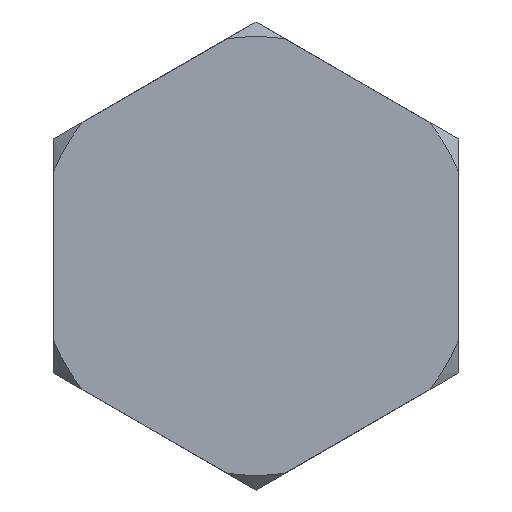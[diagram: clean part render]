
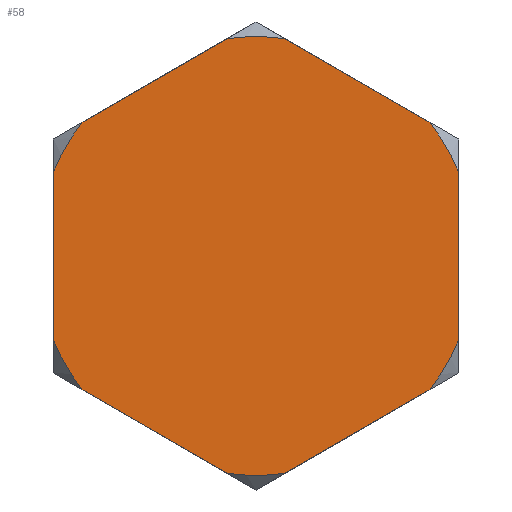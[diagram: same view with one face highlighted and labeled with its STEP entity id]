
A CAD part, front view. The second image highlights one B-rep face of the part: STEP entity #58.
In plain terms, the highlighted planar face has unit normal (0, -1, 0).
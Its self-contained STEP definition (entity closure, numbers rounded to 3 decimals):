
#58 = ADVANCED_FACE( '', ( #114 ), #115, .F. );
#114 = FACE_OUTER_BOUND( '', #198, .T. );
#115 = PLANE( '', #199 );
#198 = EDGE_LOOP( '', ( #297, #298, #299, #300, #301, #302, #303, #304, #305, #306, #307, #308 ) );
#199 = AXIS2_PLACEMENT_3D( '', #309, #310, #311 );
#297 = ORIENTED_EDGE( '', *, *, #380, .T. );
#298 = ORIENTED_EDGE( '', *, *, #347, .T. );
#299 = ORIENTED_EDGE( '', *, *, #341, .T. );
#300 = ORIENTED_EDGE( '', *, *, #371, .T. );
#301 = ORIENTED_EDGE( '', *, *, #357, .T. );
#302 = ORIENTED_EDGE( '', *, *, #367, .T. );
#303 = ORIENTED_EDGE( '', *, *, #361, .T. );
#304 = ORIENTED_EDGE( '', *, *, #381, .T. );
#305 = ORIENTED_EDGE( '', *, *, #382, .T. );
#306 = ORIENTED_EDGE( '', *, *, #353, .T. );
#307 = ORIENTED_EDGE( '', *, *, #337, .T. );
#308 = ORIENTED_EDGE( '', *, *, #378, .T. );
#309 = CARTESIAN_POINT( '', ( 9.2, 0., 0. ) );
#310 = DIRECTION( '', ( 0., 1., 0. ) );
#311 = DIRECTION( '', ( 0., 0., 1. ) );
#337 = EDGE_CURVE( '', #388, #389, #390, .T. );
#341 = EDGE_CURVE( '', #395, #396, #397, .T. );
#347 = EDGE_CURVE( '', #406, #395, #407, .T. );
#353 = EDGE_CURVE( '', #416, #388, #417, .T. );
#357 = EDGE_CURVE( '', #422, #423, #424, .T. );
#361 = EDGE_CURVE( '', #429, #430, #431, .T. );
#367 = EDGE_CURVE( '', #423, #429, #440, .T. );
#371 = EDGE_CURVE( '', #396, #422, #444, .T. );
#378 = EDGE_CURVE( '', #389, #449, #451, .T. );
#380 = EDGE_CURVE( '', #449, #406, #453, .T. );
#381 = EDGE_CURVE( '', #430, #454, #455, .T. );
#382 = EDGE_CURVE( '', #454, #416, #456, .T. );
#388 = VERTEX_POINT( '', #462 );
#389 = VERTEX_POINT( '', #463 );
#390 = CIRCLE( '', #464, 9.2 );
#395 = VERTEX_POINT( '', #475 );
#396 = VERTEX_POINT( '', #476 );
#397 = CIRCLE( '', #477, 9.2 );
#406 = VERTEX_POINT( '', #498 );
#407 = LINE( '', #499, #500 );
#416 = VERTEX_POINT( '', #517 );
#417 = LINE( '', #518, #519 );
#422 = VERTEX_POINT( '', #528 );
#423 = VERTEX_POINT( '', #529 );
#424 = CIRCLE( '', #530, 9.2 );
#429 = VERTEX_POINT( '', #541 );
#430 = VERTEX_POINT( '', #542 );
#431 = CIRCLE( '', #543, 9.2 );
#440 = LINE( '', #562, #563 );
#444 = LINE( '', #571, #572 );
#449 = VERTEX_POINT( '', #585 );
#451 = LINE( '', #590, #591 );
#453 = CIRCLE( '', #593, 9.2 );
#454 = VERTEX_POINT( '', #594 );
#455 = LINE( '', #595, #596 );
#456 = CIRCLE( '', #597, 9.2 );
#462 = CARTESIAN_POINT( '', ( 1.202, 0., 9.121 ) );
#463 = CARTESIAN_POINT( '', ( -1.202, 0., 9.121 ) );
#464 = AXIS2_PLACEMENT_3D( '', #605, #606, #607 );
#475 = CARTESIAN_POINT( '', ( -8.5, 0., -3.52 ) );
#476 = CARTESIAN_POINT( '', ( -7.298, 0., -5.601 ) );
#477 = AXIS2_PLACEMENT_3D( '', #608, #609, #610 );
#498 = CARTESIAN_POINT( '', ( -8.5, 0., 3.52 ) );
#499 = CARTESIAN_POINT( '', ( -8.5, 0., 0. ) );
#500 = VECTOR( '', #612, 1000. );
#517 = CARTESIAN_POINT( '', ( 7.298, 0., 5.601 ) );
#518 = CARTESIAN_POINT( '', ( 11.15, 0., 3.377 ) );
#519 = VECTOR( '', #615, 1000. );
#528 = CARTESIAN_POINT( '', ( -1.202, 0., -9.121 ) );
#529 = CARTESIAN_POINT( '', ( 1.202, 0., -9.121 ) );
#530 = AXIS2_PLACEMENT_3D( '', #617, #618, #619 );
#541 = CARTESIAN_POINT( '', ( 7.298, 0., -5.601 ) );
#542 = CARTESIAN_POINT( '', ( 8.5, 0., -3.52 ) );
#543 = AXIS2_PLACEMENT_3D( '', #620, #621, #622 );
#562 = CARTESIAN_POINT( '', ( 11.15, 0., -3.377 ) );
#563 = VECTOR( '', #624, 1000. );
#571 = CARTESIAN_POINT( '', ( 2.65, 0., -11.345 ) );
#572 = VECTOR( '', #626, 1000. );
#585 = CARTESIAN_POINT( '', ( -7.298, 0., 5.601 ) );
#590 = CARTESIAN_POINT( '', ( 2.65, 0., 11.345 ) );
#591 = VECTOR( '', #627, 1000. );
#593 = AXIS2_PLACEMENT_3D( '', #628, #629, #630 );
#594 = CARTESIAN_POINT( '', ( 8.5, 0., 3.52 ) );
#595 = CARTESIAN_POINT( '', ( 8.5, 0., 0. ) );
#596 = VECTOR( '', #631, 1000. );
#597 = AXIS2_PLACEMENT_3D( '', #632, #633, #634 );
#605 = CARTESIAN_POINT( '', ( 0., 0., 0. ) );
#606 = DIRECTION( '', ( 0., -1., 0. ) );
#607 = DIRECTION( '', ( 0., 0., -1. ) );
#608 = CARTESIAN_POINT( '', ( 0., 0., 0. ) );
#609 = DIRECTION( '', ( 0., -1., 0. ) );
#610 = DIRECTION( '', ( 0., 0., -1. ) );
#612 = DIRECTION( '', ( 0., 0., -1. ) );
#615 = DIRECTION( '', ( -0.866, 0., 0.5 ) );
#617 = CARTESIAN_POINT( '', ( 0., 0., 0. ) );
#618 = DIRECTION( '', ( 0., -1., 0. ) );
#619 = DIRECTION( '', ( 0., 0., -1. ) );
#620 = CARTESIAN_POINT( '', ( 0., 0., 0. ) );
#621 = DIRECTION( '', ( 0., -1., 0. ) );
#622 = DIRECTION( '', ( 0., 0., -1. ) );
#624 = DIRECTION( '', ( 0.866, 0., 0.5 ) );
#626 = DIRECTION( '', ( 0.866, 0., -0.5 ) );
#627 = DIRECTION( '', ( -0.866, 0., -0.5 ) );
#628 = CARTESIAN_POINT( '', ( 0., 0., 0. ) );
#629 = DIRECTION( '', ( 0., -1., 0. ) );
#630 = DIRECTION( '', ( 0., 0., -1. ) );
#631 = DIRECTION( '', ( 0., 0., 1. ) );
#632 = CARTESIAN_POINT( '', ( 0., 0., 0. ) );
#633 = DIRECTION( '', ( 0., -1., 0. ) );
#634 = DIRECTION( '', ( 0., 0., -1. ) );
